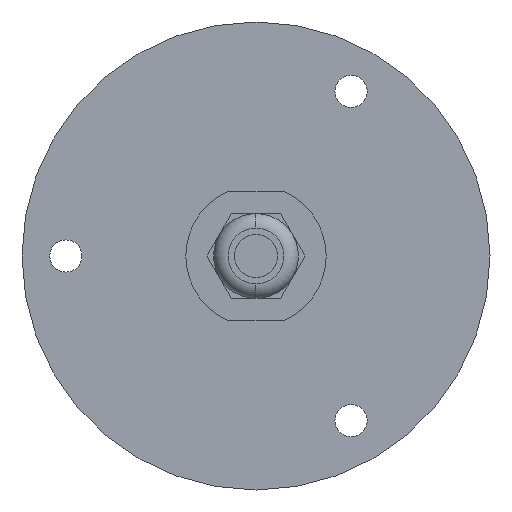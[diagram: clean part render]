
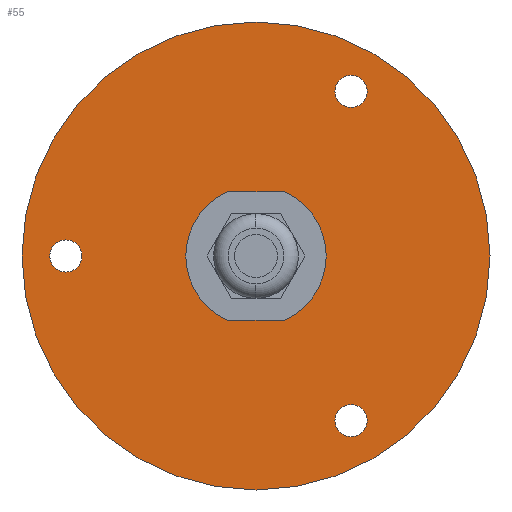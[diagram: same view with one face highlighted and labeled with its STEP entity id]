
A CAD part, left-side view. The second image highlights one B-rep face of the part: STEP entity #55.
In plain terms, the highlighted planar face has unit normal (-1, 0, 0).
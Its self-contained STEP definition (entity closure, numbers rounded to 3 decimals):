
#3 = AXIS2_PLACEMENT_3D ( 'NONE', #1135, #277, #1285 ) ;
#24 = DIRECTION ( 'NONE',  ( -1., 0., 0. ) ) ;
#29 = DIRECTION ( 'NONE',  ( 0., 0., 1. ) ) ;
#55 = ADVANCED_FACE ( 'NONE', ( #574, #955, #198, #1661, #233 ), #1716, .T. ) ;
#88 = DIRECTION ( 'NONE',  ( -1., 0., 0. ) ) ;
#89 = CIRCLE ( 'NONE', #345, 2.75 ) ;
#94 = CARTESIAN_POINT ( 'NONE',  ( 10., -16.25, -28.146 ) ) ;
#146 = VERTEX_POINT ( 'NONE', #1030 ) ;
#159 = DIRECTION ( 'NONE',  ( -1., 0., 0. ) ) ;
#162 = VERTEX_POINT ( 'NONE', #1430 ) ;
#169 = EDGE_LOOP ( 'NONE', ( #1203, #1806 ) ) ;
#173 = EDGE_CURVE ( 'NONE', #1415, #348, #788, .T. ) ;
#175 = CARTESIAN_POINT ( 'NONE',  ( 10., -16.25, 28.146 ) ) ;
#178 = VERTEX_POINT ( 'NONE', #1299 ) ;
#180 = CARTESIAN_POINT ( 'NONE',  ( 10., 32.5, 2.75 ) ) ;
#193 = CARTESIAN_POINT ( 'NONE',  ( 10., -16.25, 30.896 ) ) ;
#198 = FACE_BOUND ( 'NONE', #1598, .T. ) ;
#233 = FACE_OUTER_BOUND ( 'NONE', #1294, .T. ) ;
#234 = DIRECTION ( 'NONE',  ( 0., 0., 1. ) ) ;
#237 = CARTESIAN_POINT ( 'NONE',  ( 10., -4.796, -11. ) ) ;
#266 = DIRECTION ( 'NONE',  ( 1., 0., 0. ) ) ;
#269 = AXIS2_PLACEMENT_3D ( 'NONE', #175, #1167, #315 ) ;
#277 = DIRECTION ( 'NONE',  ( 1., 0., 0. ) ) ;
#291 = DIRECTION ( 'NONE',  ( 0., -1., 0. ) ) ;
#315 = DIRECTION ( 'NONE',  ( 0., 0., 1. ) ) ;
#345 = AXIS2_PLACEMENT_3D ( 'NONE', #94, #1093, #234 ) ;
#348 = VERTEX_POINT ( 'NONE', #693 ) ;
#391 = VECTOR ( 'NONE', #291, 1000. ) ;
#408 = CARTESIAN_POINT ( 'NONE',  ( 10., 4.796, -11. ) ) ;
#447 = CIRCLE ( 'NONE', #1233, 12. ) ;
#489 = EDGE_CURVE ( 'NONE', #616, #507, #1721, .T. ) ;
#503 = EDGE_CURVE ( 'NONE', #507, #616, #1313, .T. ) ;
#507 = VERTEX_POINT ( 'NONE', #1004 ) ;
#574 = FACE_BOUND ( 'NONE', #1732, .T. ) ;
#616 = VERTEX_POINT ( 'NONE', #180 ) ;
#628 = CARTESIAN_POINT ( 'NONE',  ( 10., 0., 0. ) ) ;
#693 = CARTESIAN_POINT ( 'NONE',  ( 10., -4.796, 11. ) ) ;
#727 = DIRECTION ( 'NONE',  ( -1., 0., 0. ) ) ;
#732 = CARTESIAN_POINT ( 'NONE',  ( 10., 12., 0. ) ) ;
#748 = DIRECTION ( 'NONE',  ( 1., 0., 0. ) ) ;
#778 = DIRECTION ( 'NONE',  ( 0., 0., -1. ) ) ;
#788 = LINE ( 'NONE', #1147, #391 ) ;
#790 = EDGE_CURVE ( 'NONE', #1064, #886, #916, .T. ) ;
#819 = CIRCLE ( 'NONE', #3, 40. ) ;
#826 = VERTEX_POINT ( 'NONE', #408 ) ;
#837 = AXIS2_PLACEMENT_3D ( 'NONE', #1573, #727, #1713 ) ;
#842 = EDGE_CURVE ( 'NONE', #886, #1064, #819, .T. ) ;
#859 = AXIS2_PLACEMENT_3D ( 'NONE', #1727, #883, #29 ) ;
#883 = DIRECTION ( 'NONE',  ( -1., 0., 0. ) ) ;
#886 = VERTEX_POINT ( 'NONE', #1291 ) ;
#916 = CIRCLE ( 'NONE', #1557, 40. ) ;
#919 = EDGE_CURVE ( 'NONE', #146, #178, #1719, .T. ) ;
#933 = EDGE_CURVE ( 'NONE', #826, #1415, #1352, .T. ) ;
#939 = CARTESIAN_POINT ( 'NONE',  ( 10., 0., -11. ) ) ;
#945 = CARTESIAN_POINT ( 'NONE',  ( 10., -16.25, 28.146 ) ) ;
#953 = EDGE_LOOP ( 'NONE', ( #1227, #1115, #1009, #1533 ) ) ;
#955 = FACE_BOUND ( 'NONE', #169, .T. ) ;
#958 = LINE ( 'NONE', #939, #1298 ) ;
#1002 = AXIS2_PLACEMENT_3D ( 'NONE', #945, #88, #1083 ) ;
#1004 = CARTESIAN_POINT ( 'NONE',  ( 10., 32.5, -2.75 ) ) ;
#1009 = ORIENTED_EDGE ( 'NONE', *, *, #933, .T. ) ;
#1010 = CARTESIAN_POINT ( 'NONE',  ( 10., 32.5, 0. ) ) ;
#1016 = DIRECTION ( 'NONE',  ( 0., 0., 1. ) ) ;
#1030 = CARTESIAN_POINT ( 'NONE',  ( 10., -16.25, -25.396 ) ) ;
#1054 = AXIS2_PLACEMENT_3D ( 'NONE', #1593, #748, #1734 ) ;
#1057 = ORIENTED_EDGE ( 'NONE', *, *, #489, .F. ) ;
#1064 = VERTEX_POINT ( 'NONE', #1651 ) ;
#1071 = DIRECTION ( 'NONE',  ( 0., -1., 0. ) ) ;
#1083 = DIRECTION ( 'NONE',  ( 0., 0., 1. ) ) ;
#1087 = EDGE_CURVE ( 'NONE', #178, #146, #89, .T. ) ;
#1093 = DIRECTION ( 'NONE',  ( -1., 0., 0. ) ) ;
#1115 = ORIENTED_EDGE ( 'NONE', *, *, #1256, .F. ) ;
#1121 = AXIS2_PLACEMENT_3D ( 'NONE', #1010, #159, #1152 ) ;
#1123 = ORIENTED_EDGE ( 'NONE', *, *, #919, .F. ) ;
#1127 = CARTESIAN_POINT ( 'NONE',  ( 10., 0., 0. ) ) ;
#1129 = ORIENTED_EDGE ( 'NONE', *, *, #503, .F. ) ;
#1135 = CARTESIAN_POINT ( 'NONE',  ( 10., 0., 0. ) ) ;
#1147 = CARTESIAN_POINT ( 'NONE',  ( 10., 0., 11. ) ) ;
#1152 = DIRECTION ( 'NONE',  ( 0., 0., 1. ) ) ;
#1167 = DIRECTION ( 'NONE',  ( -1., 0., 0. ) ) ;
#1203 = ORIENTED_EDGE ( 'NONE', *, *, #1570, .F. ) ;
#1227 = ORIENTED_EDGE ( 'NONE', *, *, #1647, .T. ) ;
#1233 = AXIS2_PLACEMENT_3D ( 'NONE', #628, #1616, #778 ) ;
#1247 = CARTESIAN_POINT ( 'NONE',  ( 10., 4.796, 11. ) ) ;
#1256 = EDGE_CURVE ( 'NONE', #826, #1353, #958, .T. ) ;
#1275 = DIRECTION ( 'NONE',  ( 0., 0., -1. ) ) ;
#1285 = DIRECTION ( 'NONE',  ( 0., 0., -1. ) ) ;
#1291 = CARTESIAN_POINT ( 'NONE',  ( 10., 0., 40. ) ) ;
#1294 = EDGE_LOOP ( 'NONE', ( #1380, #1654 ) ) ;
#1298 = VECTOR ( 'NONE', #1071, 1000. ) ;
#1299 = CARTESIAN_POINT ( 'NONE',  ( 10., -16.25, -30.896 ) ) ;
#1313 = CIRCLE ( 'NONE', #1121, 2.75 ) ;
#1352 = CIRCLE ( 'NONE', #1054, 12. ) ;
#1353 = VERTEX_POINT ( 'NONE', #237 ) ;
#1380 = ORIENTED_EDGE ( 'NONE', *, *, #790, .F. ) ;
#1415 = VERTEX_POINT ( 'NONE', #1247 ) ;
#1430 = CARTESIAN_POINT ( 'NONE',  ( 10., -16.25, 25.396 ) ) ;
#1456 = ORIENTED_EDGE ( 'NONE', *, *, #1087, .F. ) ;
#1533 = ORIENTED_EDGE ( 'NONE', *, *, #173, .T. ) ;
#1557 = AXIS2_PLACEMENT_3D ( 'NONE', #1127, #266, #1275 ) ;
#1570 = EDGE_CURVE ( 'NONE', #1673, #162, #1671, .T. ) ;
#1573 = CARTESIAN_POINT ( 'NONE',  ( 10., 32.5, 0. ) ) ;
#1593 = CARTESIAN_POINT ( 'NONE',  ( 10., 0., 0. ) ) ;
#1598 = EDGE_LOOP ( 'NONE', ( #1057, #1129 ) ) ;
#1616 = DIRECTION ( 'NONE',  ( 1., 0., 0. ) ) ;
#1647 = EDGE_CURVE ( 'NONE', #348, #1353, #447, .T. ) ;
#1651 = CARTESIAN_POINT ( 'NONE',  ( 10., 0., -40. ) ) ;
#1654 = ORIENTED_EDGE ( 'NONE', *, *, #842, .F. ) ;
#1661 = FACE_BOUND ( 'NONE', #953, .T. ) ;
#1663 = AXIS2_PLACEMENT_3D ( 'NONE', #732, #24, #1016 ) ;
#1671 = CIRCLE ( 'NONE', #269, 2.75 ) ;
#1673 = VERTEX_POINT ( 'NONE', #193 ) ;
#1713 = DIRECTION ( 'NONE',  ( 0., 0., 1. ) ) ;
#1716 = PLANE ( 'NONE',  #1663 ) ;
#1719 = CIRCLE ( 'NONE', #859, 2.75 ) ;
#1721 = CIRCLE ( 'NONE', #837, 2.75 ) ;
#1727 = CARTESIAN_POINT ( 'NONE',  ( 10., -16.25, -28.146 ) ) ;
#1732 = EDGE_LOOP ( 'NONE', ( #1123, #1456 ) ) ;
#1734 = DIRECTION ( 'NONE',  ( 0., 0., -1. ) ) ;
#1781 = CIRCLE ( 'NONE', #1002, 2.75 ) ;
#1806 = ORIENTED_EDGE ( 'NONE', *, *, #1811, .F. ) ;
#1811 = EDGE_CURVE ( 'NONE', #162, #1673, #1781, .T. ) ;
